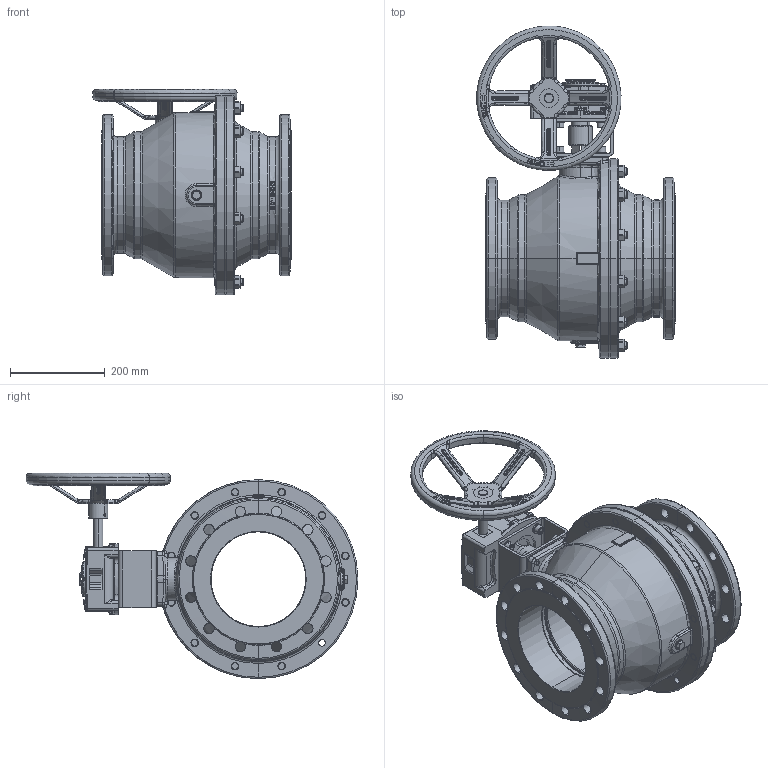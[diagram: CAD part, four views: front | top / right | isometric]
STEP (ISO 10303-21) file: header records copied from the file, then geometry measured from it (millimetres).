
FILE_DESCRIPTION (( 'STEP AP203' ), '1' );
FILE_NAME ('KPN-G DN200.STEP', '2013-02-05T10:43:02', ( 'Miran Podobnik' ), ( '' ), 'SwSTEP 2.0', 'SolidWorks 2013', '' );
FILE_SCHEMA (( 'CONFIG_CONTROL_DESIGN' ));
Length unit declared in the file: millimetre
Products named in the file (1): KPN-G DN200
Bounding box: 418.95 x 700.22 x 433.3 mm (x, y, z)
Surface area: 1851520.6 mm2 (no closed solid volume)
Topology: 0 solids, 230 shells, 3303 faces, 10741 edges, 7368 vertices
Faces by surface type: plane 975, bspline 813, cylinder 669, cone 405, torus 394, sphere 47
Entity records: 166179 total; most frequent: CARTESIAN_POINT 81615, ORIENTED_EDGE 17029, DIRECTION 15400, EDGE_CURVE 10680, VERTEX_POINT 7355, AXIS2_PLACEMENT_3D 5648, VECTOR 4104, LINE 4104
